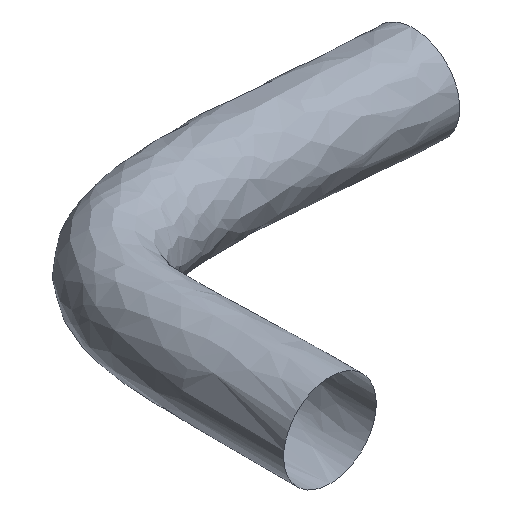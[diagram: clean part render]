
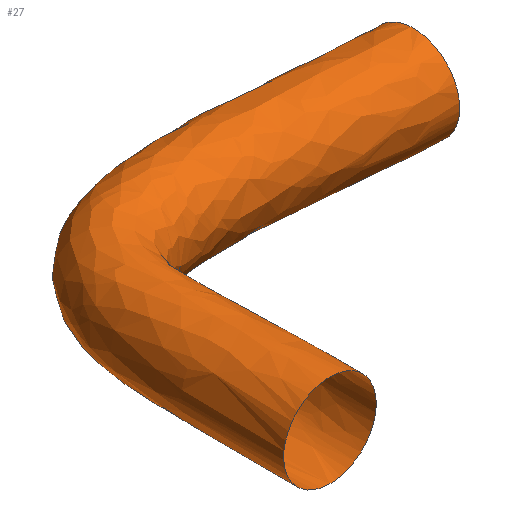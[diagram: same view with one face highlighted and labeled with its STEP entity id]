
A CAD part, isometric view. The second image highlights one B-rep face of the part: STEP entity #27.
In plain terms, the highlighted free-form (B-spline) face has degree [3, 3] with [11, 7] control points.
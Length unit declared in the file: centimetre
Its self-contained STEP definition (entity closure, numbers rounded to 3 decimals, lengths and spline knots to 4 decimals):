
#12=FACE_OUTER_BOUND('',#13,.T.);
#13=EDGE_LOOP('',(#22,#23,#24,#25));
#14=B_SPLINE_CURVE_WITH_KNOTS('',3,(#112,#113,#114,#115,#116,#117,#118,
#119,#120,#121,#122),.UNSPECIFIED.,.T.,.F.,(4,1,1,1,1,1,1,1,4),(0.,1.,2.,
3.,4.,5.,6.,7.,8.),.UNSPECIFIED.);
#15=B_SPLINE_CURVE_WITH_KNOTS('',3,(#124,#125,#126,#127,#128,#129,#130),
 .UNSPECIFIED.,.F.,.F.,(4,1,1,1,4),(0.,1.,2.,3.,4.),.UNSPECIFIED.);
#16=B_SPLINE_CURVE_WITH_KNOTS('',3,(#131,#132,#133,#134,#135,#136,#137,
#138,#139,#140,#141),.UNSPECIFIED.,.T.,.F.,(4,1,1,1,1,1,1,1,4),(0.,1.,2.,
3.,4.,5.,6.,7.,8.),.UNSPECIFIED.);
#17=VERTEX_POINT('',#111);
#18=VERTEX_POINT('',#123);
#19=EDGE_CURVE('',#17,#17,#14,.T.);
#20=EDGE_CURVE('',#17,#18,#15,.T.);
#21=EDGE_CURVE('',#18,#18,#16,.T.);
#22=ORIENTED_EDGE('',*,*,#19,.T.);
#23=ORIENTED_EDGE('',*,*,#20,.T.);
#24=ORIENTED_EDGE('',*,*,#21,.T.);
#25=ORIENTED_EDGE('',*,*,#20,.F.);
#26=B_SPLINE_SURFACE_WITH_KNOTS('',3,3,((#34,#35,#36,#37,#38,#39,#40),(#41,
#42,#43,#44,#45,#46,#47),(#48,#49,#50,#51,#52,#53,#54),(#55,#56,#57,#58,
#59,#60,#61),(#62,#63,#64,#65,#66,#67,#68),(#69,#70,#71,#72,#73,#74,#75),
(#76,#77,#78,#79,#80,#81,#82),(#83,#84,#85,#86,#87,#88,#89),(#90,#91,#92,
#93,#94,#95,#96),(#97,#98,#99,#100,#101,#102,#103),(#104,#105,#106,#107,
#108,#109,#110)),.UNSPECIFIED.,.T.,.F.,.F.,(4,1,1,1,1,1,1,1,4),(4,1,1,1,
4),(0.,1.,2.,3.,4.,5.,6.,7.,8.),(0.,1.,2.,3.,4.),.UNSPECIFIED.);
#27=ADVANCED_FACE('',(#12),#26,.T.);
#34=CARTESIAN_POINT('Ctrl Pts',(0.,178.247,-38.054));
#35=CARTESIAN_POINT('Ctrl Pts',(-0.0487,264.5384,-38.054));
#36=CARTESIAN_POINT('Ctrl Pts',(-6.0137,354.5063,-38.054));
#37=CARTESIAN_POINT('Ctrl Pts',(36.8004,401.491,-38.054));
#38=CARTESIAN_POINT('Ctrl Pts',(146.2424,406.5948,-38.054));
#39=CARTESIAN_POINT('Ctrl Pts',(246.6225,393.0541,-38.054));
#40=CARTESIAN_POINT('Ctrl Pts',(282.4302,392.0702,-38.054));
#41=CARTESIAN_POINT('Ctrl Pts',(-9.9399,178.247,-38.054));
#42=CARTESIAN_POINT('Ctrl Pts',(-9.9885,264.5713,-38.054));
#43=CARTESIAN_POINT('Ctrl Pts',(-14.914,358.9318,-38.054));
#44=CARTESIAN_POINT('Ctrl Pts',(33.6301,410.9117,-38.054));
#45=CARTESIAN_POINT('Ctrl Pts',(146.9328,416.5107,-38.054));
#46=CARTESIAN_POINT('Ctrl Pts',(247.2865,402.9717,-38.054));
#47=CARTESIAN_POINT('Ctrl Pts',(282.4302,402.01,-38.054));
#48=CARTESIAN_POINT('Ctrl Pts',(-29.8196,178.247,-29.8196));
#49=CARTESIAN_POINT('Ctrl Pts',(-29.8681,264.6371,-29.8196));
#50=CARTESIAN_POINT('Ctrl Pts',(-32.7147,367.7827,-29.8196));
#51=CARTESIAN_POINT('Ctrl Pts',(27.2893,429.7531,-29.8196));
#52=CARTESIAN_POINT('Ctrl Pts',(148.3135,436.3424,-29.8196));
#53=CARTESIAN_POINT('Ctrl Pts',(248.6145,422.807,-29.8196));
#54=CARTESIAN_POINT('Ctrl Pts',(282.4302,421.8897,-29.8196));
#55=CARTESIAN_POINT('Ctrl Pts',(-42.1712,178.247,0.));
#56=CARTESIAN_POINT('Ctrl Pts',(-42.2197,264.678,0.));
#57=CARTESIAN_POINT('Ctrl Pts',(-43.7746,373.2819,0.));
#58=CARTESIAN_POINT('Ctrl Pts',(23.3497,441.4596,0.));
#59=CARTESIAN_POINT('Ctrl Pts',(149.1713,448.6642,0.));
#60=CARTESIAN_POINT('Ctrl Pts',(249.4396,435.1311,0.));
#61=CARTESIAN_POINT('Ctrl Pts',(282.4302,434.2414,0.));
#62=CARTESIAN_POINT('Ctrl Pts',(-29.8196,178.247,29.8196));
#63=CARTESIAN_POINT('Ctrl Pts',(-29.8681,264.6371,29.8196));
#64=CARTESIAN_POINT('Ctrl Pts',(-32.7147,367.7827,29.8196));
#65=CARTESIAN_POINT('Ctrl Pts',(27.2893,429.7531,29.8196));
#66=CARTESIAN_POINT('Ctrl Pts',(148.3135,436.3424,29.8196));
#67=CARTESIAN_POINT('Ctrl Pts',(248.6145,422.807,29.8196));
#68=CARTESIAN_POINT('Ctrl Pts',(282.4302,421.8897,29.8196));
#69=CARTESIAN_POINT('Ctrl Pts',(0.,178.247,
42.1712));
#70=CARTESIAN_POINT('Ctrl Pts',(-0.0487,264.5384,42.1712));
#71=CARTESIAN_POINT('Ctrl Pts',(-6.0137,354.5063,42.1712));
#72=CARTESIAN_POINT('Ctrl Pts',(36.8004,401.491,42.1712));
#73=CARTESIAN_POINT('Ctrl Pts',(146.2424,406.5948,42.1712));
#74=CARTESIAN_POINT('Ctrl Pts',(246.6225,393.0541,42.1712));
#75=CARTESIAN_POINT('Ctrl Pts',(282.4302,392.0702,42.1712));
#76=CARTESIAN_POINT('Ctrl Pts',(29.8196,178.247,29.8196));
#77=CARTESIAN_POINT('Ctrl Pts',(29.7707,264.4396,29.8196));
#78=CARTESIAN_POINT('Ctrl Pts',(20.6873,341.2299,29.8196));
#79=CARTESIAN_POINT('Ctrl Pts',(46.3115,373.2289,29.8196));
#80=CARTESIAN_POINT('Ctrl Pts',(144.1713,376.8472,29.8196));
#81=CARTESIAN_POINT('Ctrl Pts',(244.6305,363.3011,29.8196));
#82=CARTESIAN_POINT('Ctrl Pts',(282.4302,362.2506,29.8196));
#83=CARTESIAN_POINT('Ctrl Pts',(42.1712,178.247,0.));
#84=CARTESIAN_POINT('Ctrl Pts',(42.1223,264.3987,0.));
#85=CARTESIAN_POINT('Ctrl Pts',(31.7472,335.7307,0.));
#86=CARTESIAN_POINT('Ctrl Pts',(50.2511,361.5223,0.));
#87=CARTESIAN_POINT('Ctrl Pts',(143.3134,364.5254,0.));
#88=CARTESIAN_POINT('Ctrl Pts',(243.8054,350.977,0.));
#89=CARTESIAN_POINT('Ctrl Pts',(282.4302,349.8989,0.));
#90=CARTESIAN_POINT('Ctrl Pts',(29.8196,178.247,-29.8196));
#91=CARTESIAN_POINT('Ctrl Pts',(29.7707,264.4396,-29.8196));
#92=CARTESIAN_POINT('Ctrl Pts',(20.6873,341.2299,-29.8196));
#93=CARTESIAN_POINT('Ctrl Pts',(46.3115,373.2289,-29.8196));
#94=CARTESIAN_POINT('Ctrl Pts',(144.1713,376.8472,-29.8196));
#95=CARTESIAN_POINT('Ctrl Pts',(244.6305,363.3011,-29.8196));
#96=CARTESIAN_POINT('Ctrl Pts',(282.4302,362.2506,-29.8196));
#97=CARTESIAN_POINT('Ctrl Pts',(9.9399,178.247,-38.054));
#98=CARTESIAN_POINT('Ctrl Pts',(9.8911,264.5055,-38.054));
#99=CARTESIAN_POINT('Ctrl Pts',(2.8866,350.0809,-38.054));
#100=CARTESIAN_POINT('Ctrl Pts',(39.9708,392.0703,-38.054));
#101=CARTESIAN_POINT('Ctrl Pts',(145.552,396.679,-38.054));
#102=CARTESIAN_POINT('Ctrl Pts',(245.9585,383.1364,-38.054));
#103=CARTESIAN_POINT('Ctrl Pts',(282.4302,382.1303,-38.054));
#104=CARTESIAN_POINT('Ctrl Pts',(0.,178.247,
-38.054));
#105=CARTESIAN_POINT('Ctrl Pts',(-0.0487,264.5384,-38.054));
#106=CARTESIAN_POINT('Ctrl Pts',(-6.0137,354.5063,-38.054));
#107=CARTESIAN_POINT('Ctrl Pts',(36.8004,401.491,-38.054));
#108=CARTESIAN_POINT('Ctrl Pts',(146.2424,406.5948,-38.054));
#109=CARTESIAN_POINT('Ctrl Pts',(246.6225,393.0541,-38.054));
#110=CARTESIAN_POINT('Ctrl Pts',(282.4302,392.0702,-38.054));
#111=CARTESIAN_POINT('',(0.,178.247,-38.054));
#112=CARTESIAN_POINT('Ctrl Pts',(0.,178.247,
-38.054));
#113=CARTESIAN_POINT('Ctrl Pts',(-9.9399,178.247,-38.054));
#114=CARTESIAN_POINT('Ctrl Pts',(-29.8196,178.247,-29.8196));
#115=CARTESIAN_POINT('Ctrl Pts',(-42.1712,178.247,0.));
#116=CARTESIAN_POINT('Ctrl Pts',(-29.8196,178.247,29.8196));
#117=CARTESIAN_POINT('Ctrl Pts',(0.,178.247,
42.1712));
#118=CARTESIAN_POINT('Ctrl Pts',(29.8196,178.247,29.8196));
#119=CARTESIAN_POINT('Ctrl Pts',(42.1712,178.247,0.));
#120=CARTESIAN_POINT('Ctrl Pts',(29.8196,178.247,-29.8196));
#121=CARTESIAN_POINT('Ctrl Pts',(9.9399,178.247,-38.054));
#122=CARTESIAN_POINT('Ctrl Pts',(0.,178.247,
-38.054));
#123=CARTESIAN_POINT('',(282.4302,392.0702,-38.054));
#124=CARTESIAN_POINT('Ctrl Pts',(0.,178.247,
-38.054));
#125=CARTESIAN_POINT('Ctrl Pts',(-0.0487,264.5384,-38.054));
#126=CARTESIAN_POINT('Ctrl Pts',(-6.0137,354.5063,-38.054));
#127=CARTESIAN_POINT('Ctrl Pts',(36.8004,401.491,-38.054));
#128=CARTESIAN_POINT('Ctrl Pts',(146.2424,406.5948,-38.054));
#129=CARTESIAN_POINT('Ctrl Pts',(246.6225,393.0541,-38.054));
#130=CARTESIAN_POINT('Ctrl Pts',(282.4302,392.0702,-38.054));
#131=CARTESIAN_POINT('Ctrl Pts',(282.4302,392.0702,-38.054));
#132=CARTESIAN_POINT('Ctrl Pts',(282.4302,382.1303,-38.054));
#133=CARTESIAN_POINT('Ctrl Pts',(282.4302,362.2506,-29.8196));
#134=CARTESIAN_POINT('Ctrl Pts',(282.4302,349.8989,0.));
#135=CARTESIAN_POINT('Ctrl Pts',(282.4302,362.2506,29.8196));
#136=CARTESIAN_POINT('Ctrl Pts',(282.4302,392.0702,42.1712));
#137=CARTESIAN_POINT('Ctrl Pts',(282.4302,421.8897,29.8196));
#138=CARTESIAN_POINT('Ctrl Pts',(282.4302,434.2414,0.));
#139=CARTESIAN_POINT('Ctrl Pts',(282.4302,421.8897,-29.8196));
#140=CARTESIAN_POINT('Ctrl Pts',(282.4302,402.01,-38.054));
#141=CARTESIAN_POINT('Ctrl Pts',(282.4302,392.0702,-38.054));
